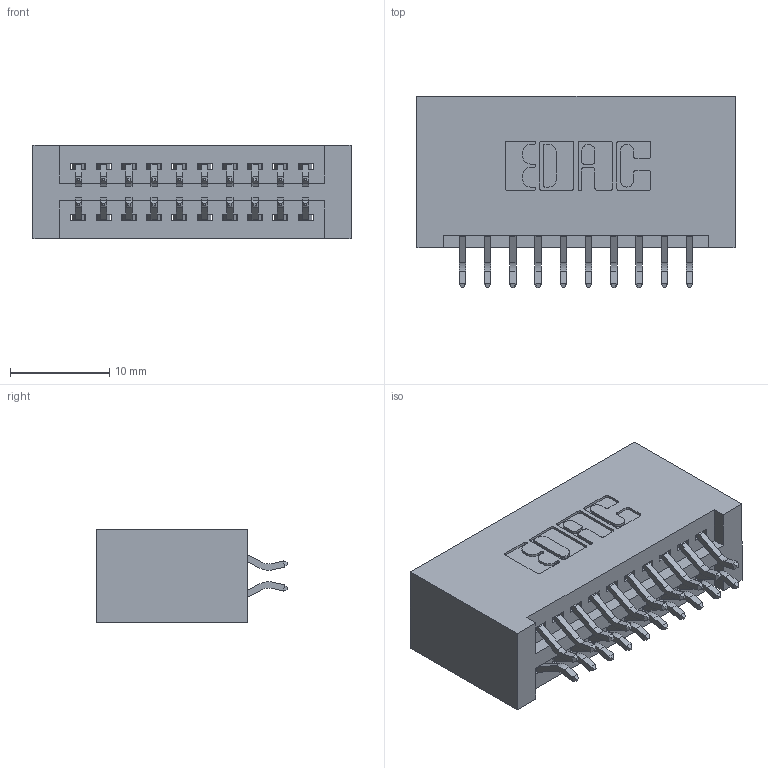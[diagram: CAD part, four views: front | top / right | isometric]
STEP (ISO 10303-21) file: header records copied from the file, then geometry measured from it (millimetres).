
FILE_DESCRIPTION (( 'STEP AP203' ), '1' );
FILE_NAME ('345-020-556-201.STEP', '2018-08-20T06:26:50', ( '' ), ( '' ), 'SwSTEP 2.0', 'SolidWorks 2016', '' );
FILE_SCHEMA (( 'CONFIG_CONTROL_DESIGN' ));
Length unit declared in the file: inch
Products named in the file (3): 345-020-556-201; 345 Part_No Mounting Lugs; 345-292-001_556 Tail
Assembly tree (21 placements, depth 2):
  345-020-556-201
    345 Part_No Mounting Lugs
    345-292-001_556 Tail  x20
Bounding box: 32 x 19.24 x 9.4 mm (x, y, z)
Volume: 3427 mm3; surface area: 4731.6 mm2
Topology: 21 solids, 21 shells, 1238 faces, 3657 edges, 2410 vertices
Faces by surface type: plane 816, cylinder 422
Entity records: 12097 total; most frequent: CARTESIAN_POINT 2072, ORIENTED_EDGE 1994, DIRECTION 1849, EDGE_CURVE 997, VECTOR 825, LINE 825, VERTEX_POINT 662, AXIS2_PLACEMENT_3D 512
